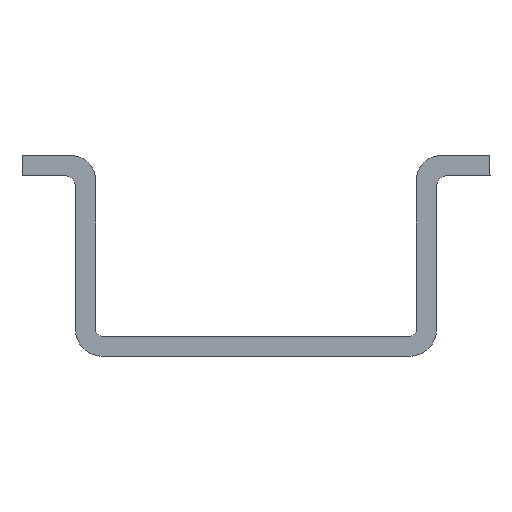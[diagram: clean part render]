
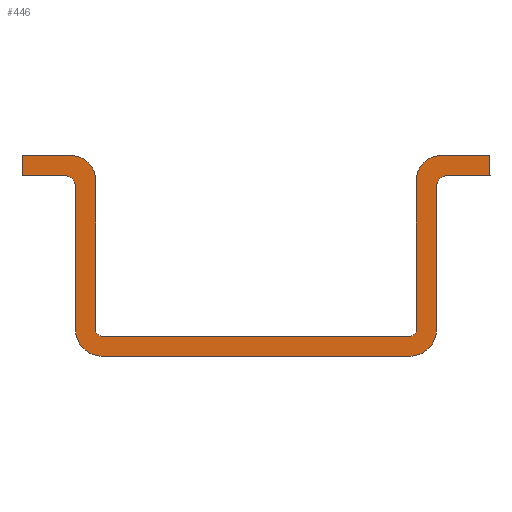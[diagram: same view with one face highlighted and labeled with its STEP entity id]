
A CAD part, left-side view. The second image highlights one B-rep face of the part: STEP entity #446.
In plain terms, the highlighted planar face has unit normal (-1, 0, 0).
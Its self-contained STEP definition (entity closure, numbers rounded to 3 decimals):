
#288=AXIS2_PLACEMENT_3D('Circle Axis2P3D',#286,#287,$) ;
#307=AXIS2_PLACEMENT_3D('Plane Axis2P3D',#304,#305,#306) ;
#311=AXIS2_PLACEMENT_3D('Circle Axis2P3D',#309,#310,$) ;
#325=AXIS2_PLACEMENT_3D('Circle Axis2P3D',#323,#324,$) ;
#353=AXIS2_PLACEMENT_3D('Circle Axis2P3D',#351,#352,$) ;
#367=AXIS2_PLACEMENT_3D('Circle Axis2P3D',#365,#366,$) ;
#379=AXIS2_PLACEMENT_3D('Circle Axis2P3D',#377,#378,$) ;
#407=AXIS2_PLACEMENT_3D('Circle Axis2P3D',#405,#406,$) ;
#421=AXIS2_PLACEMENT_3D('Circle Axis2P3D',#419,#420,$) ;
#101=CARTESIAN_POINT('Vertex',(0.,29.,1.5)) ;
#106=CARTESIAN_POINT('Line Origine',(0.,17.5,1.5)) ;
#110=CARTESIAN_POINT('Vertex',(0.,6.,1.5)) ;
#182=CARTESIAN_POINT('Vertex',(0.,6.,0.)) ;
#187=CARTESIAN_POINT('Line Origine',(0.,17.5,0.)) ;
#191=CARTESIAN_POINT('Vertex',(0.,29.,0.)) ;
#281=CARTESIAN_POINT('Vertex',(0.,29.5,2.)) ;
#286=CARTESIAN_POINT('Axis2P3D Location',(0.,29.,2.)) ;
#304=CARTESIAN_POINT('Axis2P3D Location',(0.,0.,0.)) ;
#309=CARTESIAN_POINT('Axis2P3D Location',(0.,6.,2.)) ;
#313=CARTESIAN_POINT('Vertex',(0.,4.,2.)) ;
#316=CARTESIAN_POINT('Line Origine',(0.,4.,7.35)) ;
#320=CARTESIAN_POINT('Vertex',(0.,4.,12.7)) ;
#323=CARTESIAN_POINT('Axis2P3D Location',(0.,3.2,12.7)) ;
#327=CARTESIAN_POINT('Vertex',(0.,3.2,13.5)) ;
#330=CARTESIAN_POINT('Line Origine',(0.,1.6,13.5)) ;
#334=CARTESIAN_POINT('Vertex',(0.,0.,13.5)) ;
#337=CARTESIAN_POINT('Line Origine',(0.,0.,14.25)) ;
#341=CARTESIAN_POINT('Vertex',(0.,0.,15.)) ;
#344=CARTESIAN_POINT('Line Origine',(0.,1.85,15.)) ;
#348=CARTESIAN_POINT('Vertex',(0.,3.7,15.)) ;
#351=CARTESIAN_POINT('Axis2P3D Location',(0.,3.7,13.2)) ;
#355=CARTESIAN_POINT('Vertex',(0.,5.5,13.2)) ;
#358=CARTESIAN_POINT('Line Origine',(0.,5.5,7.6)) ;
#362=CARTESIAN_POINT('Vertex',(0.,5.5,2.)) ;
#365=CARTESIAN_POINT('Axis2P3D Location',(0.,6.,2.)) ;
#370=CARTESIAN_POINT('Line Origine',(0.,29.5,7.6)) ;
#374=CARTESIAN_POINT('Vertex',(0.,29.5,13.2)) ;
#377=CARTESIAN_POINT('Axis2P3D Location',(0.,31.3,13.2)) ;
#381=CARTESIAN_POINT('Vertex',(0.,31.3,15.)) ;
#384=CARTESIAN_POINT('Line Origine',(0.,33.15,15.)) ;
#388=CARTESIAN_POINT('Vertex',(0.,35.,15.)) ;
#391=CARTESIAN_POINT('Line Origine',(0.,35.,14.25)) ;
#395=CARTESIAN_POINT('Vertex',(0.,35.,13.5)) ;
#398=CARTESIAN_POINT('Line Origine',(0.,33.4,13.5)) ;
#402=CARTESIAN_POINT('Vertex',(0.,31.8,13.5)) ;
#405=CARTESIAN_POINT('Axis2P3D Location',(0.,31.8,12.7)) ;
#409=CARTESIAN_POINT('Vertex',(0.,31.,12.7)) ;
#412=CARTESIAN_POINT('Line Origine',(0.,31.,7.35)) ;
#416=CARTESIAN_POINT('Vertex',(0.,31.,2.)) ;
#419=CARTESIAN_POINT('Axis2P3D Location',(0.,29.,2.)) ;
#107=DIRECTION('Vector Direction',(0.,-1.,0.)) ;
#188=DIRECTION('Vector Direction',(0.,1.,0.)) ;
#287=DIRECTION('Axis2P3D Direction',(1.,0.,0.)) ;
#305=DIRECTION('Axis2P3D Direction',(1.,0.,0.)) ;
#306=DIRECTION('Axis2P3D XDirection',(0.,1.,0.)) ;
#310=DIRECTION('Axis2P3D Direction',(1.,0.,0.)) ;
#317=DIRECTION('Vector Direction',(0.,0.,1.)) ;
#324=DIRECTION('Axis2P3D Direction',(1.,0.,0.)) ;
#331=DIRECTION('Vector Direction',(0.,-1.,0.)) ;
#338=DIRECTION('Vector Direction',(0.,0.,1.)) ;
#345=DIRECTION('Vector Direction',(0.,1.,0.)) ;
#352=DIRECTION('Axis2P3D Direction',(1.,0.,0.)) ;
#359=DIRECTION('Vector Direction',(0.,0.,-1.)) ;
#366=DIRECTION('Axis2P3D Direction',(1.,0.,0.)) ;
#371=DIRECTION('Vector Direction',(0.,0.,-1.)) ;
#378=DIRECTION('Axis2P3D Direction',(1.,0.,0.)) ;
#385=DIRECTION('Vector Direction',(0.,-1.,0.)) ;
#392=DIRECTION('Vector Direction',(0.,0.,1.)) ;
#399=DIRECTION('Vector Direction',(0.,1.,0.)) ;
#406=DIRECTION('Axis2P3D Direction',(1.,0.,0.)) ;
#413=DIRECTION('Vector Direction',(0.,0.,1.)) ;
#420=DIRECTION('Axis2P3D Direction',(1.,0.,0.)) ;
#108=VECTOR('Line Direction',#107,1.) ;
#189=VECTOR('Line Direction',#188,1.) ;
#318=VECTOR('Line Direction',#317,1.) ;
#332=VECTOR('Line Direction',#331,1.) ;
#339=VECTOR('Line Direction',#338,1.) ;
#346=VECTOR('Line Direction',#345,1.) ;
#360=VECTOR('Line Direction',#359,1.) ;
#372=VECTOR('Line Direction',#371,1.) ;
#386=VECTOR('Line Direction',#385,1.) ;
#393=VECTOR('Line Direction',#392,1.) ;
#400=VECTOR('Line Direction',#399,1.) ;
#414=VECTOR('Line Direction',#413,1.) ;
#425=ORIENTED_EDGE('',*,*,#315,.F.) ;
#426=ORIENTED_EDGE('',*,*,#322,.F.) ;
#427=ORIENTED_EDGE('',*,*,#329,.F.) ;
#428=ORIENTED_EDGE('',*,*,#336,.F.) ;
#429=ORIENTED_EDGE('',*,*,#343,.F.) ;
#430=ORIENTED_EDGE('',*,*,#350,.F.) ;
#431=ORIENTED_EDGE('',*,*,#357,.F.) ;
#432=ORIENTED_EDGE('',*,*,#364,.F.) ;
#433=ORIENTED_EDGE('',*,*,#369,.F.) ;
#434=ORIENTED_EDGE('',*,*,#112,.F.) ;
#435=ORIENTED_EDGE('',*,*,#290,.F.) ;
#436=ORIENTED_EDGE('',*,*,#376,.F.) ;
#437=ORIENTED_EDGE('',*,*,#383,.F.) ;
#438=ORIENTED_EDGE('',*,*,#390,.F.) ;
#439=ORIENTED_EDGE('',*,*,#397,.F.) ;
#440=ORIENTED_EDGE('',*,*,#404,.F.) ;
#441=ORIENTED_EDGE('',*,*,#411,.F.) ;
#442=ORIENTED_EDGE('',*,*,#418,.F.) ;
#443=ORIENTED_EDGE('',*,*,#423,.F.) ;
#444=ORIENTED_EDGE('',*,*,#193,.F.) ;
#446=ADVANCED_FACE('Rail',(#445),#308,.F.) ;
#289=CIRCLE('generated circle',#288,0.5) ;
#312=CIRCLE('generated circle',#311,2.) ;
#326=CIRCLE('generated circle',#325,0.8) ;
#354=CIRCLE('generated circle',#353,1.8) ;
#368=CIRCLE('generated circle',#367,0.5) ;
#380=CIRCLE('generated circle',#379,1.8) ;
#408=CIRCLE('generated circle',#407,0.8) ;
#422=CIRCLE('generated circle',#421,2.) ;
#112=EDGE_CURVE('',#102,#111,#109,.T.) ;
#193=EDGE_CURVE('',#183,#192,#190,.T.) ;
#290=EDGE_CURVE('',#282,#102,#289,.F.) ;
#315=EDGE_CURVE('',#314,#183,#312,.T.) ;
#322=EDGE_CURVE('',#321,#314,#319,.F.) ;
#329=EDGE_CURVE('',#328,#321,#326,.F.) ;
#336=EDGE_CURVE('',#335,#328,#333,.F.) ;
#343=EDGE_CURVE('',#342,#335,#340,.F.) ;
#350=EDGE_CURVE('',#349,#342,#347,.F.) ;
#357=EDGE_CURVE('',#356,#349,#354,.T.) ;
#364=EDGE_CURVE('',#363,#356,#361,.F.) ;
#369=EDGE_CURVE('',#111,#363,#368,.F.) ;
#376=EDGE_CURVE('',#375,#282,#373,.T.) ;
#383=EDGE_CURVE('',#382,#375,#380,.T.) ;
#390=EDGE_CURVE('',#389,#382,#387,.T.) ;
#397=EDGE_CURVE('',#396,#389,#394,.T.) ;
#404=EDGE_CURVE('',#403,#396,#401,.T.) ;
#411=EDGE_CURVE('',#410,#403,#408,.F.) ;
#418=EDGE_CURVE('',#417,#410,#415,.T.) ;
#423=EDGE_CURVE('',#192,#417,#422,.T.) ;
#424=EDGE_LOOP('',(#425,#426,#427,#428,#429,#430,#431,#432,#433,#434,#435,#436,#437,#438,#439,#440,#441,#442,#443,#444)) ;
#445=FACE_OUTER_BOUND('',#424,.T.) ;
#109=LINE('Line',#106,#108) ;
#190=LINE('Line',#187,#189) ;
#319=LINE('Line',#316,#318) ;
#333=LINE('Line',#330,#332) ;
#340=LINE('Line',#337,#339) ;
#347=LINE('Line',#344,#346) ;
#361=LINE('Line',#358,#360) ;
#373=LINE('Line',#370,#372) ;
#387=LINE('Line',#384,#386) ;
#394=LINE('Line',#391,#393) ;
#401=LINE('Line',#398,#400) ;
#415=LINE('Line',#412,#414) ;
#308=PLANE('',#307) ;
#102=VERTEX_POINT('',#101) ;
#111=VERTEX_POINT('',#110) ;
#183=VERTEX_POINT('',#182) ;
#192=VERTEX_POINT('',#191) ;
#282=VERTEX_POINT('',#281) ;
#314=VERTEX_POINT('',#313) ;
#321=VERTEX_POINT('',#320) ;
#328=VERTEX_POINT('',#327) ;
#335=VERTEX_POINT('',#334) ;
#342=VERTEX_POINT('',#341) ;
#349=VERTEX_POINT('',#348) ;
#356=VERTEX_POINT('',#355) ;
#363=VERTEX_POINT('',#362) ;
#375=VERTEX_POINT('',#374) ;
#382=VERTEX_POINT('',#381) ;
#389=VERTEX_POINT('',#388) ;
#396=VERTEX_POINT('',#395) ;
#403=VERTEX_POINT('',#402) ;
#410=VERTEX_POINT('',#409) ;
#417=VERTEX_POINT('',#416) ;
